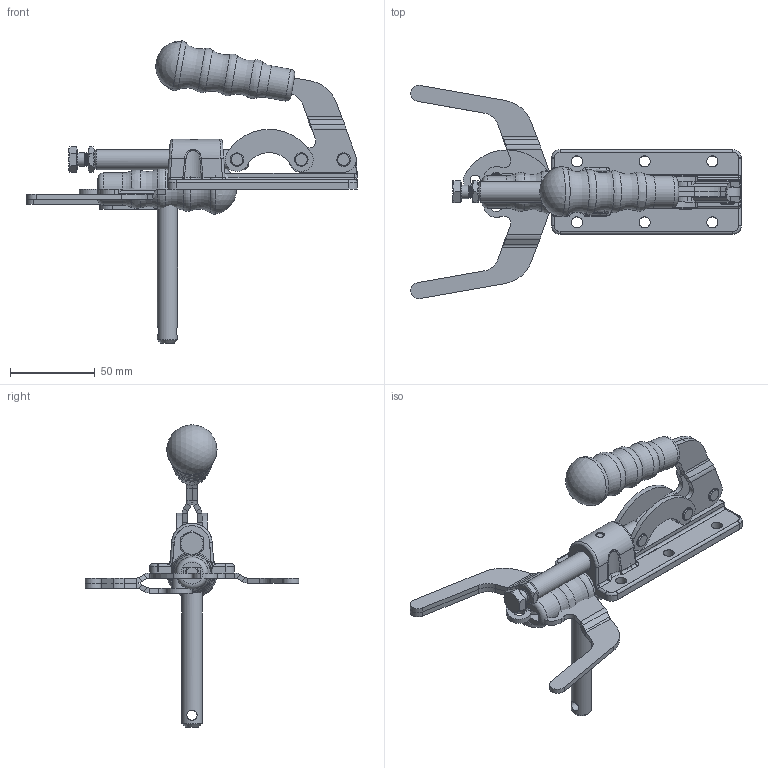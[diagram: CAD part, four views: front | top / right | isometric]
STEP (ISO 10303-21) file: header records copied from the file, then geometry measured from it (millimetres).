
FILE_DESCRIPTION( ( 'Unknown' ), '1' );
FILE_NAME( '310_UPINKA.stp', 'Unknown', ( 'Unknown' ), ( 'Unknown' ), 'PSStep 14.0', 'Unknown', ' ' );
FILE_SCHEMA( ( 'AUTOMOTIVE_DESIGN { 1 0 10303 214 1 1 1 1 }' ) );
Length unit declared in the file: millimetre
Products named in the file (15): 310003-M_OVLADACI PAKA; Assem1; 310003_OVLADACI PAKA P; 310004_OVLADACI PAKA L; 820008_POUZDRO 6x12; 310002_TAHLO; 310002_TAHLO-oa0; 310014_PIST; 940002_RUKOJET 10x6; 720814_NYT 6x14; 720820_NYT 6x20; 720820_NYT 6x20-oa1; 800078_SROUB M8x25-CSN ISO 4017; 800005_MATICE M8_DIN4398; 310001_TELO
Bounding box: 195.11 x 125.98 x 178.52 mm (x, y, z)
Volume: 218936.4 mm3; surface area: 104009.2 mm2
Topology: 29 solids, 29 shells, 748 faces, 1684 edges, 1000 vertices
Faces by surface type: cylinder 264, plane 226, cone 122, torus 74, bspline 58, sphere 4
Full cylindrical faces by diameter (mm): 5 x2, 6 x24, 6.02 x3, 6.5 x12, 6.647 x10, 8 x46, 8.02 x3, 8.1 x6, 11.63 x2, 12 x4, 18.996 x2
Entity records: 13028 total; most frequent: CARTESIAN_POINT 3434, DIRECTION 1403, ORIENTED_EDGE 1182, AXIS2_PLACEMENT_3D 597, EDGE_CURVE 591, EDGE_LOOP 525, VERTEX_POINT 430, FACE_OUTER_BOUND 421
